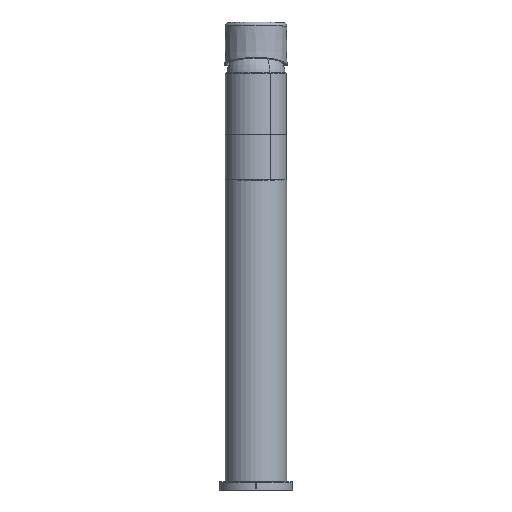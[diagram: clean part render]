
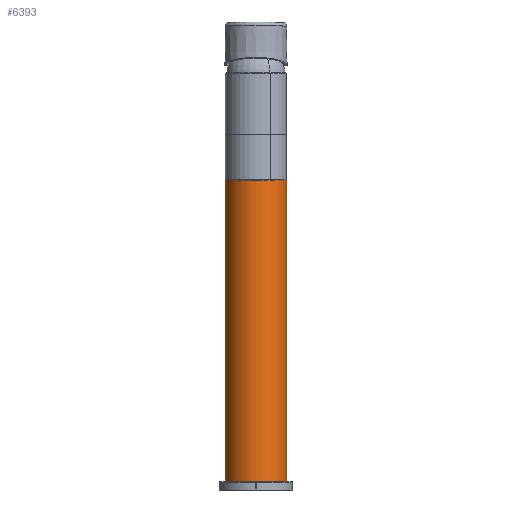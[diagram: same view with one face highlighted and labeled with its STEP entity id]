
A CAD part, front view. The second image highlights one B-rep face of the part: STEP entity #6393.
In plain terms, the highlighted cylindrical face has radius 21 mm (diameter 42 mm), a partial arc.
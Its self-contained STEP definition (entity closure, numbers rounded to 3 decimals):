
#6337=CARTESIAN_POINT('Axis2P3D Location',(0.,0.,104.5)) ;
#6342=CARTESIAN_POINT('Line Origine',(-21.,0.,104.5)) ;
#6346=CARTESIAN_POINT('Vertex',(-21.,0.,2.)) ;
#6348=CARTESIAN_POINT('Vertex',(-21.,0.,209.)) ;
#6355=CARTESIAN_POINT('Vertex',(21.,0.,209.)) ;
#6358=CARTESIAN_POINT('Line Origine',(21.,0.,104.5)) ;
#6362=CARTESIAN_POINT('Vertex',(21.,0.,2.)) ;
#6377=CARTESIAN_POINT('Axis2P3D Location',(0.,0.,209.)) ;
#6382=CARTESIAN_POINT('Axis2P3D Location',(0.,0.,2.)) ;
#6344=VECTOR('Line Direction',#6343,1.) ;
#6360=VECTOR('Line Direction',#6359,1.) ;
#6338=DIRECTION('Axis2P3D Direction',(0.,0.,1.)) ;
#6339=DIRECTION('Axis2P3D XDirection',(1.,0.,0.)) ;
#6343=DIRECTION('Vector Direction',(0.,0.,1.)) ;
#6359=DIRECTION('Vector Direction',(0.,0.,1.)) ;
#6378=DIRECTION('Axis2P3D Direction',(0.,0.,1.)) ;
#6383=DIRECTION('Axis2P3D Direction',(0.,0.,1.)) ;
#6340=AXIS2_PLACEMENT_3D('Cylinder Axis2P3D',#6337,#6338,#6339) ;
#6379=AXIS2_PLACEMENT_3D('Circle Axis2P3D',#6377,#6378,$) ;
#6384=AXIS2_PLACEMENT_3D('Circle Axis2P3D',#6382,#6383,$) ;
#6345=LINE('Line',#6342,#6344) ;
#6361=LINE('Line',#6358,#6360) ;
#6380=CIRCLE('generated circle',#6379,21.) ;
#6385=CIRCLE('generated circle',#6384,21.) ;
#6341=CYLINDRICAL_SURFACE('generated cylinder',#6340,21.) ;
#6350=EDGE_CURVE('',#6347,#6349,#6345,.T.) ;
#6364=EDGE_CURVE('',#6363,#6356,#6361,.T.) ;
#6381=EDGE_CURVE('',#6349,#6356,#6380,.T.) ;
#6386=EDGE_CURVE('',#6363,#6347,#6385,.F.) ;
#6388=ORIENTED_EDGE('',*,*,#6364,.T.) ;
#6389=ORIENTED_EDGE('',*,*,#6381,.F.) ;
#6390=ORIENTED_EDGE('',*,*,#6350,.F.) ;
#6391=ORIENTED_EDGE('',*,*,#6386,.F.) ;
#6387=EDGE_LOOP('',(#6388,#6389,#6390,#6391)) ;
#6347=VERTEX_POINT('',#6346) ;
#6349=VERTEX_POINT('',#6348) ;
#6356=VERTEX_POINT('',#6355) ;
#6363=VERTEX_POINT('',#6362) ;
#6393=ADVANCED_FACE('P43984.1\\PartBody',(#6392),#6341,.T.) ;
#6392=FACE_OUTER_BOUND('',#6387,.T.) ;
